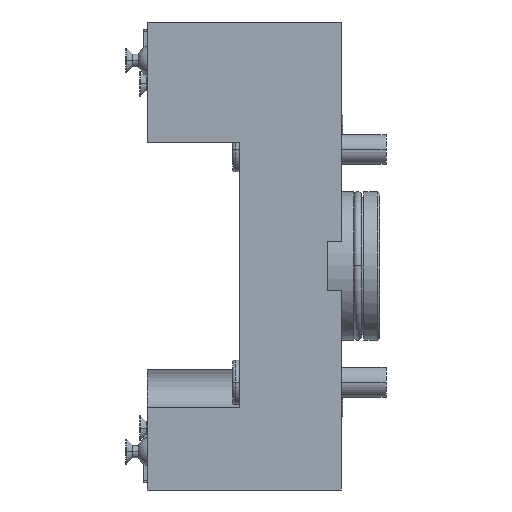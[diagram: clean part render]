
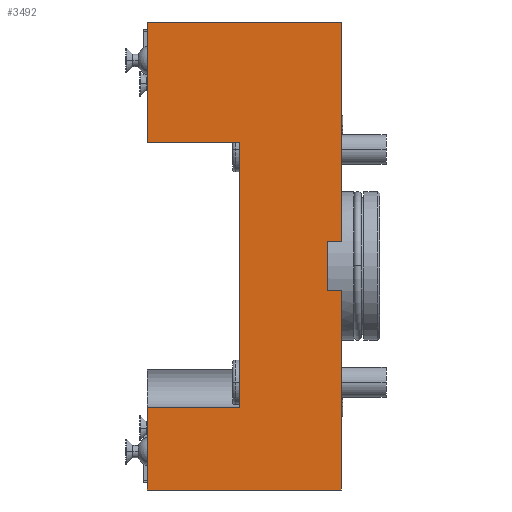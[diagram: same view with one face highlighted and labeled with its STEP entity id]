
A CAD part, front view. The second image highlights one B-rep face of the part: STEP entity #3492.
In plain terms, the highlighted planar face has unit normal (0, -1, 0).
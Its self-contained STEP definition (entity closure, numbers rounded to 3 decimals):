
#111=DIRECTION('',(0.,0.,1.));
#112=VECTOR('',#111,88.5);
#113=CARTESIAN_POINT('',(0.,-54.,10.));
#114=LINE('',#113,#112);
#253=DIRECTION('',(0.,0.,1.));
#254=VECTOR('',#253,48.5);
#255=CARTESIAN_POINT('',(-78.5,-54.,50.));
#256=LINE('',#255,#254);
#381=DIRECTION('',(-1.,0.,0.));
#382=VECTOR('',#381,78.5);
#383=CARTESIAN_POINT('',(0.,-54.,98.5));
#384=LINE('',#383,#382);
#385=DIRECTION('',(1.,0.,0.));
#386=VECTOR('',#385,37.5);
#387=CARTESIAN_POINT('',(-78.5,-54.,50.));
#388=LINE('',#387,#386);
#389=DIRECTION('',(-1.,0.,0.));
#390=VECTOR('',#389,5.7);
#391=CARTESIAN_POINT('',(0.,-54.,10.));
#392=LINE('',#391,#390);
#393=DIRECTION('',(0.,0.,-1.));
#394=VECTOR('',#393,20.);
#395=CARTESIAN_POINT('',(-5.7,-54.,10.));
#396=LINE('',#395,#394);
#397=DIRECTION('',(-1.,0.,0.));
#398=VECTOR('',#397,5.7);
#399=CARTESIAN_POINT('',(0.,-54.,-10.));
#400=LINE('',#399,#398);
#401=DIRECTION('',(-1.,0.,0.));
#402=VECTOR('',#401,78.5);
#403=CARTESIAN_POINT('',(0.,-54.,-90.5));
#404=LINE('',#403,#402);
#405=DIRECTION('',(1.,0.,0.));
#406=VECTOR('',#405,37.5);
#407=CARTESIAN_POINT('',(-78.5,-54.,-57.));
#408=LINE('',#407,#406);
#421=DIRECTION('',(0.,0.,-1.));
#422=VECTOR('',#421,107.);
#423=CARTESIAN_POINT('',(-41.,-54.,50.));
#424=LINE('',#423,#422);
#679=DIRECTION('',(0.,0.,1.));
#680=VECTOR('',#679,33.5);
#681=CARTESIAN_POINT('',(-78.5,-54.,-90.5));
#682=LINE('',#681,#680);
#847=DIRECTION('',(0.,0.,1.));
#848=VECTOR('',#847,80.5);
#849=CARTESIAN_POINT('',(0.,-54.,-90.5));
#850=LINE('',#849,#848);
#2313=CARTESIAN_POINT('',(0.,-54.,-90.5));
#2314=CARTESIAN_POINT('',(-78.5,-54.,-90.5));
#2315=VERTEX_POINT('',#2313);
#2316=VERTEX_POINT('',#2314);
#2317=CARTESIAN_POINT('',(0.,-54.,98.5));
#2318=CARTESIAN_POINT('',(-78.5,-54.,98.5));
#2319=VERTEX_POINT('',#2317);
#2320=VERTEX_POINT('',#2318);
#2337=CARTESIAN_POINT('',(-78.5,-54.,50.));
#2338=CARTESIAN_POINT('',(-41.,-54.,50.));
#2339=VERTEX_POINT('',#2337);
#2340=VERTEX_POINT('',#2338);
#2385=CARTESIAN_POINT('',(0.,-54.,10.));
#2386=CARTESIAN_POINT('',(-5.7,-54.,10.));
#2387=VERTEX_POINT('',#2385);
#2388=VERTEX_POINT('',#2386);
#2389=CARTESIAN_POINT('',(-5.7,-54.,-10.));
#2390=VERTEX_POINT('',#2389);
#2391=CARTESIAN_POINT('',(0.,-54.,-10.));
#2392=VERTEX_POINT('',#2391);
#2423=CARTESIAN_POINT('',(-78.5,-54.,-57.));
#2425=VERTEX_POINT('',#2423);
#2429=CARTESIAN_POINT('',(-41.,-54.,-57.));
#2430=VERTEX_POINT('',#2429);
#3464=CARTESIAN_POINT('',(0.,-54.,-90.5));
#3465=DIRECTION('',(0.,-1.,0.));
#3466=DIRECTION('',(0.,0.,1.));
#3467=AXIS2_PLACEMENT_3D('',#3464,#3465,#3466);
#3468=PLANE('',#3467);
#3470=ORIENTED_EDGE('',*,*,#3469,.F.);
#3472=ORIENTED_EDGE('',*,*,#3471,.F.);
#3473=ORIENTED_EDGE('',*,*,#3321,.T.);
#3474=ORIENTED_EDGE('',*,*,#3458,.F.);
#3475=ORIENTED_EDGE('',*,*,#3114,.F.);
#3477=ORIENTED_EDGE('',*,*,#3476,.T.);
#3479=ORIENTED_EDGE('',*,*,#3478,.T.);
#3481=ORIENTED_EDGE('',*,*,#3480,.F.);
#3483=ORIENTED_EDGE('',*,*,#3482,.F.);
#3485=ORIENTED_EDGE('',*,*,#3484,.T.);
#3487=ORIENTED_EDGE('',*,*,#3486,.T.);
#3489=ORIENTED_EDGE('',*,*,#3488,.T.);
#3490=EDGE_LOOP('',(#3470,#3472,#3473,#3474,#3475,#3477,#3479,#3481,#3483,#3485,
#3487,#3489));
#3491=FACE_OUTER_BOUND('',#3490,.F.);
#3492=ADVANCED_FACE('',(#3491),#3468,.T.);
#3114=EDGE_CURVE('',#2387,#2319,#114,.T.);
#3321=EDGE_CURVE('',#2339,#2320,#256,.T.);
#3458=EDGE_CURVE('',#2319,#2320,#384,.T.);
#3469=EDGE_CURVE('',#2340,#2430,#424,.T.);
#3471=EDGE_CURVE('',#2339,#2340,#388,.T.);
#3476=EDGE_CURVE('',#2387,#2388,#392,.T.);
#3478=EDGE_CURVE('',#2388,#2390,#396,.T.);
#3480=EDGE_CURVE('',#2392,#2390,#400,.T.);
#3482=EDGE_CURVE('',#2315,#2392,#850,.T.);
#3484=EDGE_CURVE('',#2315,#2316,#404,.T.);
#3486=EDGE_CURVE('',#2316,#2425,#682,.T.);
#3488=EDGE_CURVE('',#2425,#2430,#408,.T.);
